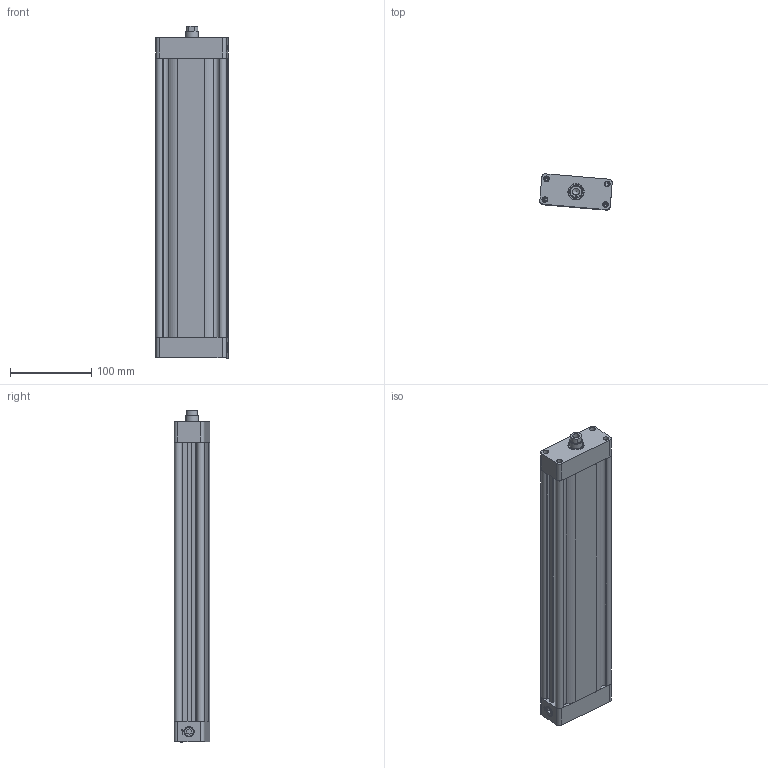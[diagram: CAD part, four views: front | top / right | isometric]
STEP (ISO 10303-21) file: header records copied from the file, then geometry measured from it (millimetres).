
FILE_DESCRIPTION(/* description */ (''),/* implementation_level */ '2;1');
FILE_NAME(/* name */ '2044-03XX OVP44FR 12.00 IN STK.stp',/* time_stamp */ '2016-12-05T09:37:05-06:00',/* author */ ('ChadR'),/* organization */ (''),/* preprocessor_version */ 'ST-DEVELOPER v15.2',/* originating_system */ 'Autodesk Inventor 2014',/* authorisation */ '');
FILE_SCHEMA (('AUTOMOTIVE_DESIGN { 1 0 10303 214 3 1 1 }'));
Length unit declared in the file: inch
Products named in the file (22): 2044-4000 SRC044 TUBE EXTRUSION 12 IN STK; 2044-4003 OVP044 SLIM ROD PISTON; 2044-4001 OVP044 PRIMARY HEAD; 2044-4014 END CAP REAR PORTED; 2044-4004 OVP044 SLIM ROD CUSHION TUBE; 1895-1000 ORIFICE CUSHION .028; 1150-1115 .250 NPT PIPE PLUG; 2044-4008 ROD BRG BRONZE; 2044-1002 WIPER D625; 4000-1042 washer, flat .375 sae plated; NUT, 3-8 NYLOC JAM; ANSI B18.3 - 8-32 UNC - 0.75(31); ANSI B18.3 - 10-32 UNF - 0.19(24); 2044-1000 O-RING 50-208; o-ring -014; 1891-1165 0-ring 70-1.927; 1891-1012 CUSHION SEAL; 2044-1012 MULTISEAL 4-208; 1891-1137 0-ring -222 50 dur; 1891-1332 MAGNET; 2044-4013 OVLPRO-044 ROD FEMALE 12 IN STK; 2044-03XX OVP44FR CONFIGURABLE
Bounding box: 89.02 x 43.96 x 408.69 mm (x, y, z)
Volume: 687140.5 mm3; surface area: 265210.4 mm2
Topology: 36 solids, 36 shells, 727 faces, 1722 edges, 1120 vertices
Faces by surface type: plane 402, cylinder 165, torus 68, cone 46, bspline 46
Full cylindrical faces by diameter (mm): 0.711 x2, 1.524 x2, 1.549 x2, 3.048 x2, 3.531 x4, 3.734 x4, 3.962 x1, 4.039 x1, 4.166 x8, 4.318 x4, 4.369 x1, 4.496 x4, 4.775 x1, 4.826 x1, 5.359 x2, 5.588 x2, 5.613 x2, 6.35 x4, 6.756 x4, 6.782 x4, 6.858 x8, 6.909 x8, 7.823 x2, 7.925 x2, 8.379 x1, 8.382 x1, 9.525 x1, 9.931 x1, 10.028 x1, 10.109 x2
Entity records: 17608 total; most frequent: CARTESIAN_POINT 3990, DIRECTION 2606, ORIENTED_EDGE 2482, EDGE_CURVE 1241, AXIS2_PLACEMENT_3D 924, VERTEX_POINT 892, EDGE_LOOP 835, LINE 758
